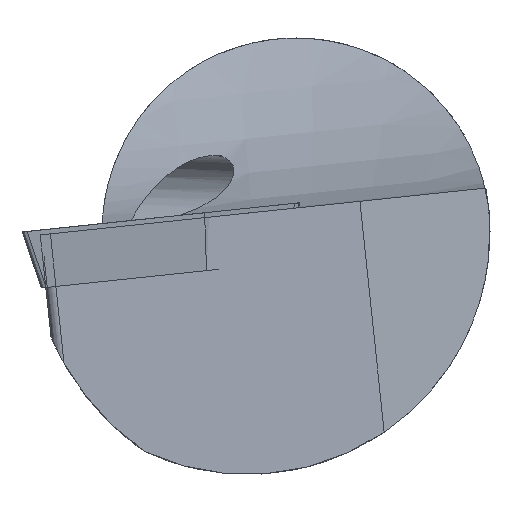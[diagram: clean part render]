
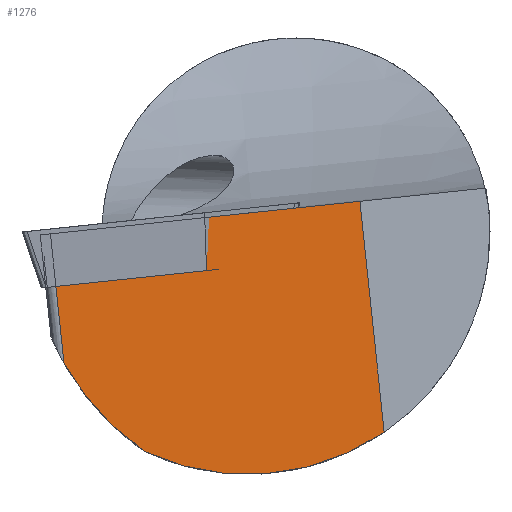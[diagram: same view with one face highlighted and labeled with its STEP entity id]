
A CAD part, front view. The second image highlights one B-rep face of the part: STEP entity #1276.
In plain terms, the highlighted face is planar.
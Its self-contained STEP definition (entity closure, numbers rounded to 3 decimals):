
#33=ELLIPSE('',#1450,11.015,11.);
#34=ELLIPSE('',#1452,10.014,10.);
#162=LINE('',#2180,#263);
#176=LINE('',#2260,#277);
#177=LINE('',#2261,#278);
#263=VECTOR('',#1752,1000.);
#277=VECTOR('',#1792,1000.);
#278=VECTOR('',#1793,1000.);
#559=ORIENTED_EDGE('',*,*,#771,.F.);
#560=ORIENTED_EDGE('',*,*,#773,.T.);
#561=ORIENTED_EDGE('',*,*,#779,.T.);
#562=ORIENTED_EDGE('',*,*,#753,.F.);
#563=ORIENTED_EDGE('',*,*,#780,.F.);
#753=EDGE_CURVE('',#891,#892,#162,.T.);
#771=EDGE_CURVE('',#905,#906,#33,.T.);
#773=EDGE_CURVE('',#905,#907,#34,.F.);
#779=EDGE_CURVE('',#907,#892,#176,.T.);
#780=EDGE_CURVE('',#906,#891,#177,.T.);
#891=VERTEX_POINT('',#2181);
#892=VERTEX_POINT('',#2182);
#905=VERTEX_POINT('',#2232);
#906=VERTEX_POINT('',#2234);
#907=VERTEX_POINT('',#2247);
#1047=EDGE_LOOP('',(#559,#560,#561,#562,#563));
#1147=FACE_BOUND('',#1047,.T.);
#1206=PLANE('',#1456);
#1276=ADVANCED_FACE('',(#1147),#1206,.T.);
#1450=AXIS2_PLACEMENT_3D('',#2233,#1775,#1776);
#1452=AXIS2_PLACEMENT_3D('',#2246,#1779,#1780);
#1456=AXIS2_PLACEMENT_3D('',#2259,#1790,#1791);
#1752=DIRECTION('',(0.052,-0.993,0.104));
#1775=DIRECTION('',(0.999,0.052,-0.005));
#1776=DIRECTION('',(-0.052,0.993,-0.104));
#1779=DIRECTION('',(0.999,0.052,-0.005));
#1780=DIRECTION('',(-0.052,0.993,-0.104));
#1790=DIRECTION('',(-0.999,-0.052,0.005));
#1791=DIRECTION('',(-0.052,0.999,0.));
#1792=DIRECTION('',(0.,0.105,0.995));
#1793=DIRECTION('',(0.,0.105,0.995));
#2180=CARTESIAN_POINT('',(0.714,3.215,0.649));
#2181=CARTESIAN_POINT('',(0.35,10.131,-0.078));
#2182=CARTESIAN_POINT('',(1.023,-2.635,1.263));
#2232=CARTESIAN_POINT('',(0.503,6.25,-9.052));
#2233=CARTESIAN_POINT('',(0.878,0.,0.));
#2234=CARTESIAN_POINT('',(0.35,9.57,-5.424));
#2246=CARTESIAN_POINT('',(0.774,2.,0.));
#2247=CARTESIAN_POINT('',(1.023,-3.636,-8.261));
#2259=CARTESIAN_POINT('',(0.696,2.012,-14.106));
#2260=CARTESIAN_POINT('',(1.023,-4.182,-13.455));
#2261=CARTESIAN_POINT('',(0.35,8.584,-14.797));
